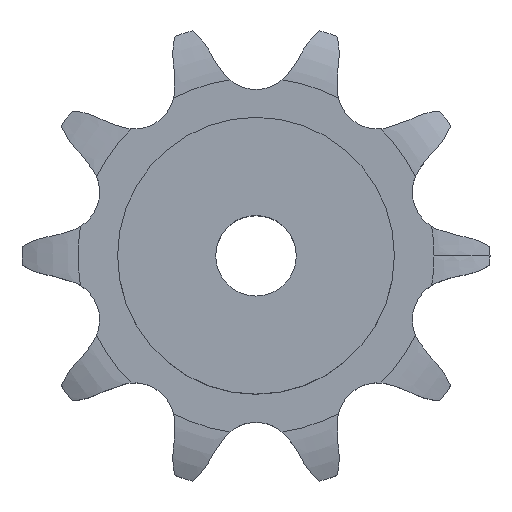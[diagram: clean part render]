
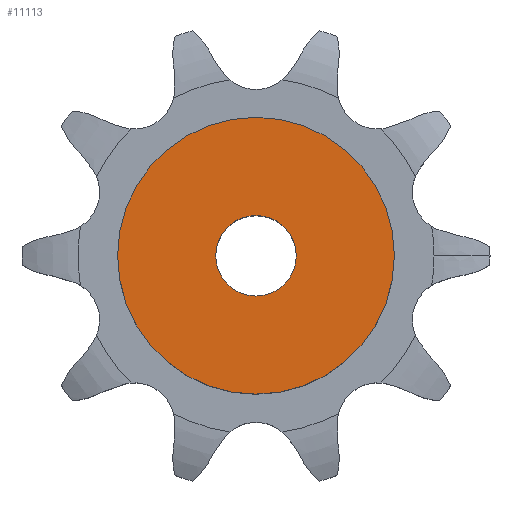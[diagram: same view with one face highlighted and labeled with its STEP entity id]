
A CAD part, top view. The second image highlights one B-rep face of the part: STEP entity #11113.
In plain terms, the highlighted planar face has unit normal (0, 0, 1).
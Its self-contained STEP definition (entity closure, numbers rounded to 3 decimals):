
#1926 = CYLINDRICAL_SURFACE('',#1927,27.5);
#1927 = AXIS2_PLACEMENT_3D('',#1928,#1929,#1930);
#1928 = CARTESIAN_POINT('',(0.,0.,0.));
#1929 = DIRECTION('',(-0.,-0.,-1.));
#1930 = DIRECTION('',(1.,0.,0.));
#7276 = VERTEX_POINT('',#7277);
#7277 = CARTESIAN_POINT('',(27.5,0.,35.));
#7298 = EDGE_CURVE('',#7276,#7276,#7299,.T.);
#7299 = SURFACE_CURVE('',#7300,(#7305,#7312),.PCURVE_S1.);
#7300 = CIRCLE('',#7301,27.5);
#7301 = AXIS2_PLACEMENT_3D('',#7302,#7303,#7304);
#7302 = CARTESIAN_POINT('',(0.,0.,35.));
#7303 = DIRECTION('',(0.,0.,1.));
#7304 = DIRECTION('',(1.,0.,0.));
#7305 = PCURVE('',#1926,#7306);
#7306 = DEFINITIONAL_REPRESENTATION('',(#7307),#7311);
#7307 = LINE('',#7308,#7309);
#7308 = CARTESIAN_POINT('',(-0.,-35.));
#7309 = VECTOR('',#7310,1.);
#7310 = DIRECTION('',(-1.,0.));
#7311 = ( GEOMETRIC_REPRESENTATION_CONTEXT(2) 
PARAMETRIC_REPRESENTATION_CONTEXT() REPRESENTATION_CONTEXT('2D SPACE',''
  ) );
#7312 = PCURVE('',#7313,#7318);
#7313 = PLANE('',#7314);
#7314 = AXIS2_PLACEMENT_3D('',#7315,#7316,#7317);
#7315 = CARTESIAN_POINT('',(0.,0.,35.)
  );
#7316 = DIRECTION('',(0.,0.,1.));
#7317 = DIRECTION('',(1.,0.,0.));
#7318 = DEFINITIONAL_REPRESENTATION('',(#7319),#7323);
#7319 = CIRCLE('',#7320,27.5);
#7320 = AXIS2_PLACEMENT_2D('',#7321,#7322);
#7321 = CARTESIAN_POINT('',(0.,0.));
#7322 = DIRECTION('',(1.,0.));
#7323 = ( GEOMETRIC_REPRESENTATION_CONTEXT(2) 
PARAMETRIC_REPRESENTATION_CONTEXT() REPRESENTATION_CONTEXT('2D SPACE',''
  ) );
#9554 = CYLINDRICAL_SURFACE('',#9555,8.);
#9555 = AXIS2_PLACEMENT_3D('',#9556,#9557,#9558);
#9556 = CARTESIAN_POINT('',(0.,0.,158.691));
#9557 = DIRECTION('',(0.,0.,1.));
#9558 = DIRECTION('',(1.,0.,0.));
#11113 = ADVANCED_FACE('',(#11114,#11117),#7313,.T.);
#11114 = FACE_BOUND('',#11115,.T.);
#11115 = EDGE_LOOP('',(#11116));
#11116 = ORIENTED_EDGE('',*,*,#7298,.T.);
#11117 = FACE_BOUND('',#11118,.T.);
#11118 = EDGE_LOOP('',(#11119));
#11119 = ORIENTED_EDGE('',*,*,#11120,.F.);
#11120 = EDGE_CURVE('',#11121,#11121,#11123,.T.);
#11121 = VERTEX_POINT('',#11122);
#11122 = CARTESIAN_POINT('',(8.,0.,35.));
#11123 = SURFACE_CURVE('',#11124,(#11129,#11136),.PCURVE_S1.);
#11124 = CIRCLE('',#11125,8.);
#11125 = AXIS2_PLACEMENT_3D('',#11126,#11127,#11128);
#11126 = CARTESIAN_POINT('',(0.,0.,35.));
#11127 = DIRECTION('',(0.,0.,1.));
#11128 = DIRECTION('',(1.,0.,0.));
#11129 = PCURVE('',#7313,#11130);
#11130 = DEFINITIONAL_REPRESENTATION('',(#11131),#11135);
#11131 = CIRCLE('',#11132,8.);
#11132 = AXIS2_PLACEMENT_2D('',#11133,#11134);
#11133 = CARTESIAN_POINT('',(0.,0.));
#11134 = DIRECTION('',(1.,0.));
#11135 = ( GEOMETRIC_REPRESENTATION_CONTEXT(2) 
PARAMETRIC_REPRESENTATION_CONTEXT() REPRESENTATION_CONTEXT('2D SPACE',''
  ) );
#11136 = PCURVE('',#9554,#11137);
#11137 = DEFINITIONAL_REPRESENTATION('',(#11138),#11142);
#11138 = LINE('',#11139,#11140);
#11139 = CARTESIAN_POINT('',(0.,-123.691));
#11140 = VECTOR('',#11141,1.);
#11141 = DIRECTION('',(1.,0.));
#11142 = ( GEOMETRIC_REPRESENTATION_CONTEXT(2) 
PARAMETRIC_REPRESENTATION_CONTEXT() REPRESENTATION_CONTEXT('2D SPACE',''
  ) );
